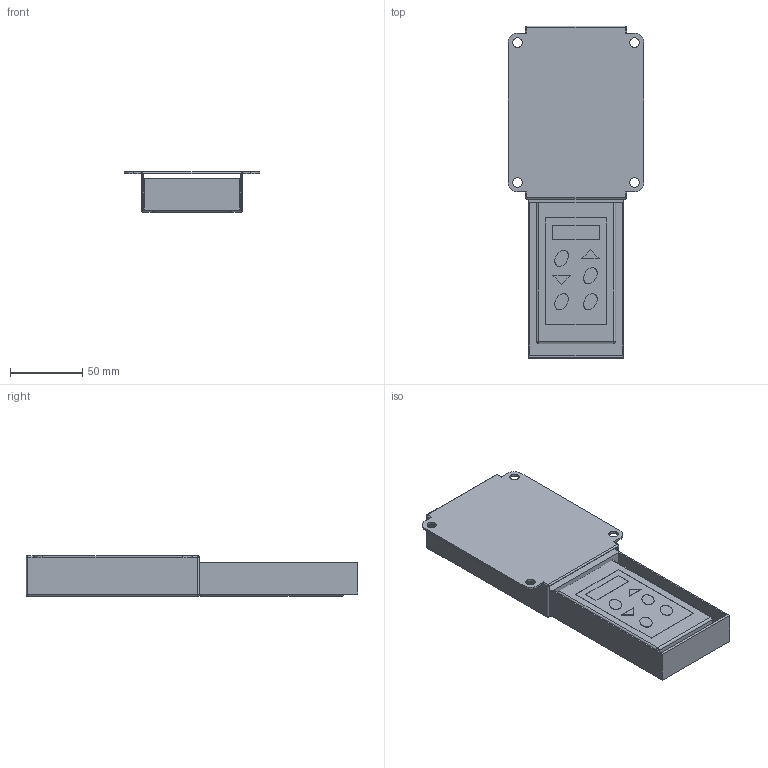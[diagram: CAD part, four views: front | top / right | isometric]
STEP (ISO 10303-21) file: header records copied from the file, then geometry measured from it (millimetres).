
FILE_DESCRIPTION (( 'STEP AP214' ), '1' );
FILE_NAME ('6940075', '2019-02-01T13:41:04', ( '' ), ('JUGARD+KÜNSTNER GmbH'), 'SwSTEP 2.0', 'SolidWorks 2017', '' );
FILE_SCHEMA (( 'AUTOMOTIVE_DESIGN' ));
Length unit declared in the file: millimetre
Products named in the file (3): 6940075_CNAJF00; Kopie von Handschalter Display^6940075; Kopie von Handschalterschublade^6940075
Assembly tree (2 placements, depth 2):
  6940075_CNAJF00
    Kopie von Handschalter Display^6940075
    Kopie von Handschalterschublade^6940075
Bounding box: 94 x 230 x 28 mm (x, y, z)
Volume: 214020.4 mm3; surface area: 92972.5 mm2
Topology: 2 solids, 2 shells, 143 faces, 360 edges, 216 vertices
Faces by surface type: plane 67, cylinder 44, bspline 32
Entity records: 5108 total; most frequent: CARTESIAN_POINT 1724, ORIENTED_EDGE 696, DIRECTION 656, EDGE_CURVE 348, AXIS2_PLACEMENT_3D 224, VERTEX_POINT 216, VECTOR 208, LINE 208
